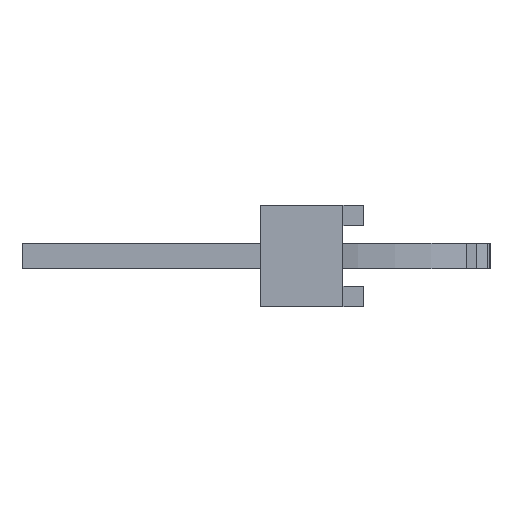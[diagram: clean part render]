
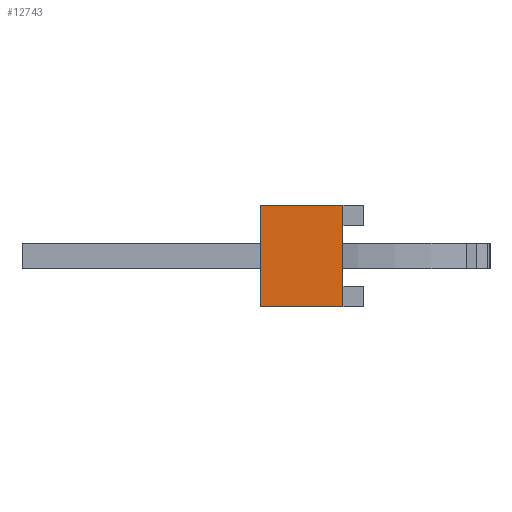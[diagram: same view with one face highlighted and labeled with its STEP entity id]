
A CAD part, left-side view. The second image highlights one B-rep face of the part: STEP entity #12743.
In plain terms, the highlighted planar face has unit normal (-1, 0, 0).
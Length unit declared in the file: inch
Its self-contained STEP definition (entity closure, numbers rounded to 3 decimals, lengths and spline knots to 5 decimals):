
#2819=ORIENTED_EDGE('',*,*,#4977,.T.);
#2820=ORIENTED_EDGE('',*,*,#5276,.T.);
#2821=ORIENTED_EDGE('',*,*,#5181,.F.);
#2822=ORIENTED_EDGE('',*,*,#4482,.F.);
#4482=EDGE_CURVE('',#6102,#6103,#7378,.T.);
#4977=EDGE_CURVE('',#6102,#6506,#7873,.T.);
#5181=EDGE_CURVE('',#6103,#6656,#8077,.T.);
#5276=EDGE_CURVE('',#6506,#6656,#8172,.T.);
#6102=VERTEX_POINT('',#18304);
#6103=VERTEX_POINT('',#18306);
#6506=VERTEX_POINT('',#19303);
#6656=VERTEX_POINT('',#19695);
#7378=LINE('',#18305,#9082);
#7873=LINE('',#19304,#9577);
#8077=LINE('',#19694,#9781);
#8172=LINE('',#19864,#9876);
#9082=VECTOR('',#14972,39.37008);
#9577=VECTOR('',#15667,39.37008);
#9781=VECTOR('',#15945,39.37008);
#9876=VECTOR('',#16078,39.37008);
#10775=EDGE_LOOP('',(#2819,#2820,#2821,#2822));
#11491=FACE_BOUND('',#10775,.T.);
#12087=PLANE('',#13546);
#12743=ADVANCED_FACE('',(#11491),#12087,.F.);
#13546=AXIS2_PLACEMENT_3D('',#20319,#16419,#16420);
#14972=DIRECTION('',(0.,0.,1.));
#15667=DIRECTION('',(0.,-1.,0.));
#15945=DIRECTION('',(0.,-1.,0.));
#16078=DIRECTION('',(0.,0.,1.));
#16419=DIRECTION('',(1.,0.,0.));
#16420=DIRECTION('',(0.,0.,-1.));
#18304=CARTESIAN_POINT('',(-0.5,0.1,-0.049));
#18305=CARTESIAN_POINT('',(-0.5,0.1,-0.049));
#18306=CARTESIAN_POINT('',(-0.5,0.1,0.049));
#19303=CARTESIAN_POINT('',(-0.5,0.02,-0.049));
#19304=CARTESIAN_POINT('',(-0.5,0.1,-0.049));
#19694=CARTESIAN_POINT('',(-0.5,0.1,0.049));
#19695=CARTESIAN_POINT('',(-0.5,0.02,0.049));
#19864=CARTESIAN_POINT('',(-0.5,0.02,-0.049));
#20319=CARTESIAN_POINT('',(-0.5,0.1,-0.049));
